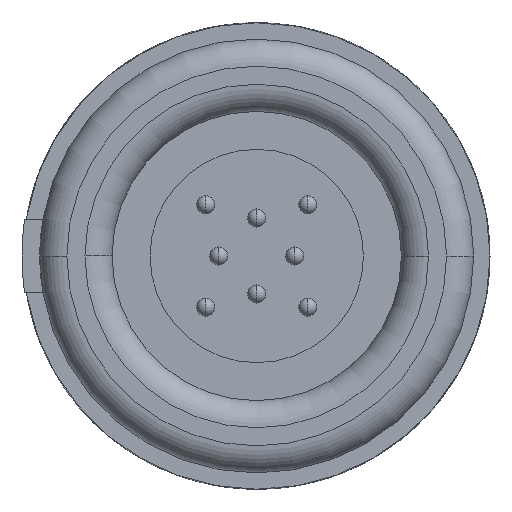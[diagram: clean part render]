
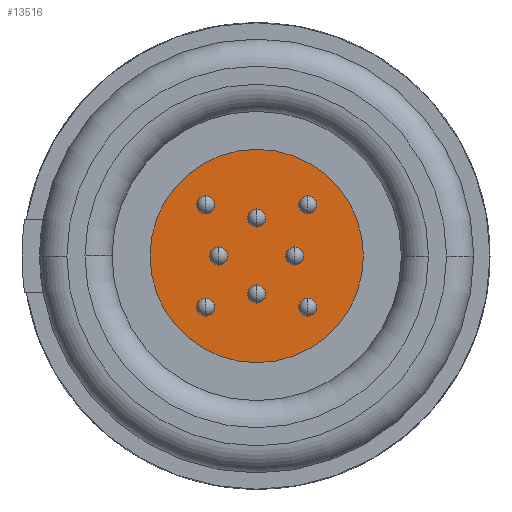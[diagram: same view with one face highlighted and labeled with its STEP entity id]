
A CAD part, left-side view. The second image highlights one B-rep face of the part: STEP entity #13516.
In plain terms, the highlighted planar face has unit normal (-1, 0, 0).
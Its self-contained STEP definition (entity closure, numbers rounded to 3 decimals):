
#1635=CARTESIAN_POINT('',(-3.,0.,0.));
#1636=DIRECTION('',(-1.,0.,0.));
#1637=DIRECTION('',(0.,-1.,0.));
#1638=AXIS2_PLACEMENT_3D('',#1635,#1636,#1637);
#1665=CARTESIAN_POINT('',(-3.,0.,0.));
#1666=DIRECTION('',(-1.,0.,0.));
#1667=DIRECTION('',(0.,1.,0.));
#1668=AXIS2_PLACEMENT_3D('',#1665,#1666,#1667);
#4516=CARTESIAN_POINT('',(-3.,1.414,-1.414));
#4517=DIRECTION('',(-1.,0.,0.));
#4518=DIRECTION('',(0.,0.,1.));
#4519=AXIS2_PLACEMENT_3D('',#4516,#4517,#4518);
#4524=CARTESIAN_POINT('',(-3.,1.414,-1.414));
#4525=DIRECTION('',(-1.,0.,0.));
#4526=DIRECTION('',(0.,0.,-1.));
#4527=AXIS2_PLACEMENT_3D('',#4524,#4525,#4526);
#4532=CARTESIAN_POINT('',(-3.,0.,-1.05));
#4533=DIRECTION('',(-1.,0.,0.));
#4534=DIRECTION('',(0.,0.,1.));
#4535=AXIS2_PLACEMENT_3D('',#4532,#4533,#4534);
#4540=CARTESIAN_POINT('',(-3.,0.,-1.05));
#4541=DIRECTION('',(-1.,0.,0.));
#4542=DIRECTION('',(0.,0.,-1.));
#4543=AXIS2_PLACEMENT_3D('',#4540,#4541,#4542);
#4548=CARTESIAN_POINT('',(-3.,-1.414,-1.414));
#4549=DIRECTION('',(-1.,0.,0.));
#4550=DIRECTION('',(0.,0.,1.));
#4551=AXIS2_PLACEMENT_3D('',#4548,#4549,#4550);
#4556=CARTESIAN_POINT('',(-3.,-1.414,-1.414));
#4557=DIRECTION('',(-1.,0.,0.));
#4558=DIRECTION('',(0.,0.,-1.));
#4559=AXIS2_PLACEMENT_3D('',#4556,#4557,#4558);
#4564=CARTESIAN_POINT('',(-3.,-1.414,1.414));
#4565=DIRECTION('',(-1.,0.,0.));
#4566=DIRECTION('',(0.,0.,1.));
#4567=AXIS2_PLACEMENT_3D('',#4564,#4565,#4566);
#4572=CARTESIAN_POINT('',(-3.,-1.414,1.414));
#4573=DIRECTION('',(-1.,0.,0.));
#4574=DIRECTION('',(0.,0.,-1.));
#4575=AXIS2_PLACEMENT_3D('',#4572,#4573,#4574);
#4580=CARTESIAN_POINT('',(-3.,0.,1.05));
#4581=DIRECTION('',(-1.,0.,0.));
#4582=DIRECTION('',(0.,0.,1.));
#4583=AXIS2_PLACEMENT_3D('',#4580,#4581,#4582);
#4588=CARTESIAN_POINT('',(-3.,0.,1.05));
#4589=DIRECTION('',(-1.,0.,0.));
#4590=DIRECTION('',(0.,0.,-1.));
#4591=AXIS2_PLACEMENT_3D('',#4588,#4589,#4590);
#4596=CARTESIAN_POINT('',(-3.,1.414,1.414));
#4597=DIRECTION('',(-1.,0.,0.));
#4598=DIRECTION('',(0.,0.,1.));
#4599=AXIS2_PLACEMENT_3D('',#4596,#4597,#4598);
#4604=CARTESIAN_POINT('',(-3.,1.414,1.414));
#4605=DIRECTION('',(-1.,0.,0.));
#4606=DIRECTION('',(0.,0.,-1.));
#4607=AXIS2_PLACEMENT_3D('',#4604,#4605,#4606);
#4612=CARTESIAN_POINT('',(-3.,1.05,0.));
#4613=DIRECTION('',(-1.,0.,0.));
#4614=DIRECTION('',(0.,0.,1.));
#4615=AXIS2_PLACEMENT_3D('',#4612,#4613,#4614);
#4620=CARTESIAN_POINT('',(-3.,1.05,0.));
#4621=DIRECTION('',(-1.,0.,0.));
#4622=DIRECTION('',(0.,0.,-1.));
#4623=AXIS2_PLACEMENT_3D('',#4620,#4621,#4622);
#4628=CARTESIAN_POINT('',(-3.,-1.05,0.));
#4629=DIRECTION('',(-1.,0.,0.));
#4630=DIRECTION('',(0.,0.,1.));
#4631=AXIS2_PLACEMENT_3D('',#4628,#4629,#4630);
#4636=CARTESIAN_POINT('',(-3.,-1.05,0.));
#4637=DIRECTION('',(-1.,0.,0.));
#4638=DIRECTION('',(0.,0.,-1.));
#4639=AXIS2_PLACEMENT_3D('',#4636,#4637,#4638);
#9532=CARTESIAN_POINT('',(-3.,-2.95,0.));
#9533=CARTESIAN_POINT('',(-3.,2.95,0.));
#9534=VERTEX_POINT('',#9532);
#9535=VERTEX_POINT('',#9533);
#9893=CARTESIAN_POINT('',(-3.,1.414,-1.164));
#9894=CARTESIAN_POINT('',(-3.,1.414,-1.664));
#9895=VERTEX_POINT('',#9893);
#9896=VERTEX_POINT('',#9894);
#9897=CARTESIAN_POINT('',(-3.,0.,-0.8));
#9898=CARTESIAN_POINT('',(-3.,0.,-1.3));
#9899=VERTEX_POINT('',#9897);
#9900=VERTEX_POINT('',#9898);
#9901=CARTESIAN_POINT('',(-3.,-1.414,-1.164));
#9902=CARTESIAN_POINT('',(-3.,-1.414,-1.664));
#9903=VERTEX_POINT('',#9901);
#9904=VERTEX_POINT('',#9902);
#9905=CARTESIAN_POINT('',(-3.,-1.414,1.664));
#9906=CARTESIAN_POINT('',(-3.,-1.414,1.164));
#9907=VERTEX_POINT('',#9905);
#9908=VERTEX_POINT('',#9906);
#9909=CARTESIAN_POINT('',(-3.,0.,1.3));
#9910=CARTESIAN_POINT('',(-3.,0.,0.8));
#9911=VERTEX_POINT('',#9909);
#9912=VERTEX_POINT('',#9910);
#9913=CARTESIAN_POINT('',(-3.,1.414,1.664));
#9914=CARTESIAN_POINT('',(-3.,1.414,1.164));
#9915=VERTEX_POINT('',#9913);
#9916=VERTEX_POINT('',#9914);
#9917=CARTESIAN_POINT('',(-3.,1.05,0.25));
#9918=CARTESIAN_POINT('',(-3.,1.05,-0.25));
#9919=VERTEX_POINT('',#9917);
#9920=VERTEX_POINT('',#9918);
#9921=CARTESIAN_POINT('',(-3.,-1.05,0.25));
#9922=CARTESIAN_POINT('',(-3.,-1.05,-0.25));
#9923=VERTEX_POINT('',#9921);
#9924=VERTEX_POINT('',#9922);
#13459=CARTESIAN_POINT('',(-3.,0.,0.));
#13460=DIRECTION('',(1.,0.,0.));
#13461=DIRECTION('',(0.,0.,-1.));
#13462=AXIS2_PLACEMENT_3D('',#13459,#13460,#13461);
#13463=PLANE('',#13462);
#13464=ORIENTED_EDGE('',*,*,#11148,.F.);
#13465=ORIENTED_EDGE('',*,*,#11191,.F.);
#13466=EDGE_LOOP('',(#13464,#13465));
#13467=FACE_OUTER_BOUND('',#13466,.F.);
#13469=ORIENTED_EDGE('',*,*,#13468,.T.);
#13471=ORIENTED_EDGE('',*,*,#13470,.T.);
#13472=EDGE_LOOP('',(#13469,#13471));
#13473=FACE_BOUND('',#13472,.F.);
#13475=ORIENTED_EDGE('',*,*,#13474,.T.);
#13477=ORIENTED_EDGE('',*,*,#13476,.T.);
#13478=EDGE_LOOP('',(#13475,#13477));
#13479=FACE_BOUND('',#13478,.F.);
#13481=ORIENTED_EDGE('',*,*,#13480,.T.);
#13483=ORIENTED_EDGE('',*,*,#13482,.T.);
#13484=EDGE_LOOP('',(#13481,#13483));
#13485=FACE_BOUND('',#13484,.F.);
#13487=ORIENTED_EDGE('',*,*,#13486,.T.);
#13489=ORIENTED_EDGE('',*,*,#13488,.T.);
#13490=EDGE_LOOP('',(#13487,#13489));
#13491=FACE_BOUND('',#13490,.F.);
#13493=ORIENTED_EDGE('',*,*,#13492,.T.);
#13495=ORIENTED_EDGE('',*,*,#13494,.T.);
#13496=EDGE_LOOP('',(#13493,#13495));
#13497=FACE_BOUND('',#13496,.F.);
#13499=ORIENTED_EDGE('',*,*,#13498,.T.);
#13501=ORIENTED_EDGE('',*,*,#13500,.T.);
#13502=EDGE_LOOP('',(#13499,#13501));
#13503=FACE_BOUND('',#13502,.F.);
#13505=ORIENTED_EDGE('',*,*,#13504,.T.);
#13507=ORIENTED_EDGE('',*,*,#13506,.T.);
#13508=EDGE_LOOP('',(#13505,#13507));
#13509=FACE_BOUND('',#13508,.F.);
#13511=ORIENTED_EDGE('',*,*,#13510,.T.);
#13513=ORIENTED_EDGE('',*,*,#13512,.T.);
#13514=EDGE_LOOP('',(#13511,#13513));
#13515=FACE_BOUND('',#13514,.F.);
#1639=CIRCLE('',#1638,2.95);
#1669=CIRCLE('',#1668,2.95);
#4520=CIRCLE('',#4519,0.25);
#4528=CIRCLE('',#4527,0.25);
#4536=CIRCLE('',#4535,0.25);
#4544=CIRCLE('',#4543,0.25);
#4552=CIRCLE('',#4551,0.25);
#4560=CIRCLE('',#4559,0.25);
#4568=CIRCLE('',#4567,0.25);
#4576=CIRCLE('',#4575,0.25);
#4584=CIRCLE('',#4583,0.25);
#4592=CIRCLE('',#4591,0.25);
#4600=CIRCLE('',#4599,0.25);
#4608=CIRCLE('',#4607,0.25);
#4616=CIRCLE('',#4615,0.25);
#4624=CIRCLE('',#4623,0.25);
#4632=CIRCLE('',#4631,0.25);
#4640=CIRCLE('',#4639,0.25);
#11148=EDGE_CURVE('',#9534,#9535,#1639,.T.);
#11191=EDGE_CURVE('',#9535,#9534,#1669,.T.);
#13468=EDGE_CURVE('',#9895,#9896,#4520,.T.);
#13470=EDGE_CURVE('',#9896,#9895,#4528,.T.);
#13474=EDGE_CURVE('',#9899,#9900,#4536,.T.);
#13476=EDGE_CURVE('',#9900,#9899,#4544,.T.);
#13480=EDGE_CURVE('',#9903,#9904,#4552,.T.);
#13482=EDGE_CURVE('',#9904,#9903,#4560,.T.);
#13486=EDGE_CURVE('',#9907,#9908,#4568,.T.);
#13488=EDGE_CURVE('',#9908,#9907,#4576,.T.);
#13492=EDGE_CURVE('',#9911,#9912,#4584,.T.);
#13494=EDGE_CURVE('',#9912,#9911,#4592,.T.);
#13498=EDGE_CURVE('',#9915,#9916,#4600,.T.);
#13500=EDGE_CURVE('',#9916,#9915,#4608,.T.);
#13504=EDGE_CURVE('',#9919,#9920,#4616,.T.);
#13506=EDGE_CURVE('',#9920,#9919,#4624,.T.);
#13510=EDGE_CURVE('',#9923,#9924,#4632,.T.);
#13512=EDGE_CURVE('',#9924,#9923,#4640,.T.);
#13516=ADVANCED_FACE('',(#13467,#13473,#13479,#13485,#13491,#13497,#13503,
#13509,#13515),#13463,.F.);
